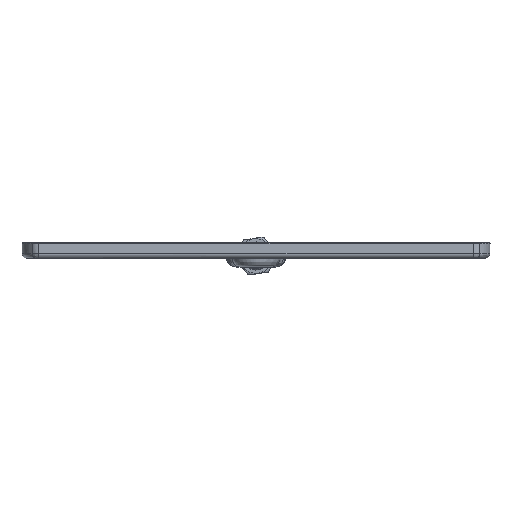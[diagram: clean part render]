
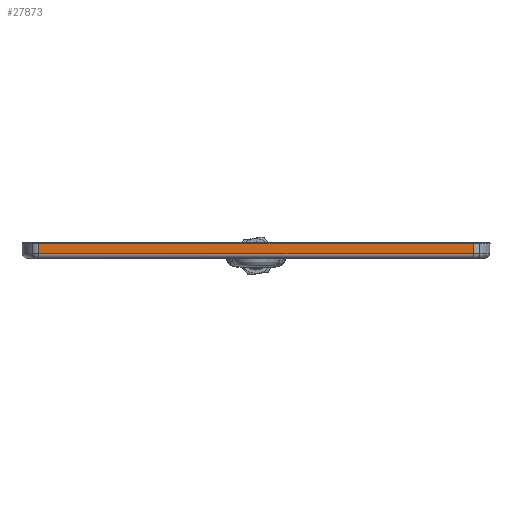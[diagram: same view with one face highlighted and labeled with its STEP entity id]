
A CAD part, left-side view. The second image highlights one B-rep face of the part: STEP entity #27873.
In plain terms, the highlighted planar face has unit normal (-1, 0, -0.018).
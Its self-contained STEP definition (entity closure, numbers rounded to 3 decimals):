
#1058 = VERTEX_POINT ( 'NONE', #31329 ) ;
#1314 = EDGE_CURVE ( 'NONE', #1058, #19432, #36872, .T. ) ;
#1338 = PLANE ( 'NONE',  #19688 ) ;
#2495 = CARTESIAN_POINT ( 'NONE',  ( -6.486, -49.2, -0.893 ) ) ;
#3119 = CARTESIAN_POINT ( 'NONE',  ( -6.501, -49.207, -0.081 ) ) ;
#4556 = EDGE_CURVE ( 'NONE', #5423, #36806, #32126, .T. ) ;
#4691 = ORIENTED_EDGE ( 'NONE', *, *, #33586, .F. ) ;
#5059 = CARTESIAN_POINT ( 'NONE',  ( -6.5, 0., -0.081 ) ) ;
#5068 = VECTOR ( 'NONE', #10052, 1000. ) ;
#5423 = VERTEX_POINT ( 'NONE', #11140 ) ;
#5721 = ORIENTED_EDGE ( 'NONE', *, *, #1314, .T. ) ;
#6762 = CARTESIAN_POINT ( 'NONE',  ( -6.458, 49.193, -2.517 ) ) ;
#7122 = ORIENTED_EDGE ( 'NONE', *, *, #14297, .T. ) ;
#7553 = ORIENTED_EDGE ( 'NONE', *, *, #4556, .T. ) ;
#7948 = DIRECTION ( 'NONE',  ( 0., -1., 0. ) ) ;
#8192 = LINE ( 'NONE', #6762, #5068 ) ;
#10052 = DIRECTION ( 'NONE',  ( 0., -1., 0. ) ) ;
#11140 = CARTESIAN_POINT ( 'NONE',  ( -6.501, 49.207, -0.081 ) ) ;
#13773 = CARTESIAN_POINT ( 'NONE',  ( -6.472, -49.194, -1.706 ) ) ;
#14297 = EDGE_CURVE ( 'NONE', #36806, #1058, #8192, .T. ) ;
#15610 = CARTESIAN_POINT ( 'NONE',  ( -6.486, 49.202, -0.893 ) ) ;
#18525 = CARTESIAN_POINT ( 'NONE',  ( -6.501, 49.207, -0.081 ) ) ;
#19432 = VERTEX_POINT ( 'NONE', #3119 ) ;
#19688 = AXIS2_PLACEMENT_3D ( 'NONE', #22352, #30763, #24778 ) ;
#21508 = CARTESIAN_POINT ( 'NONE',  ( -6.457, 49.193, -2.517 ) ) ;
#21609 = CARTESIAN_POINT ( 'NONE',  ( -6.472, 49.198, -1.705 ) ) ;
#22352 = CARTESIAN_POINT ( 'NONE',  ( -6.455, 49.707, -2.68 ) ) ;
#24673 = CARTESIAN_POINT ( 'NONE',  ( -6.457, 49.193, -2.517 ) ) ;
#24778 = DIRECTION ( 'NONE',  ( -0.017, 0., 1. ) ) ;
#27378 = EDGE_LOOP ( 'NONE', ( #4691, #7553, #7122, #5721 ) ) ;
#27873 = ADVANCED_FACE ( 'NONE', ( #32946 ), #1338, .T. ) ;
#28334 = CARTESIAN_POINT ( 'NONE',  ( -6.457, -49.188, -2.518 ) ) ;
#30763 = DIRECTION ( 'NONE',  ( -1., 0., -0.017 ) ) ;
#31329 = CARTESIAN_POINT ( 'NONE',  ( -6.457, -49.188, -2.518 ) ) ;
#31782 = CARTESIAN_POINT ( 'NONE',  ( -6.501, -49.207, -0.081 ) ) ;
#32126 = B_SPLINE_CURVE_WITH_KNOTS ( 'NONE', 3,
 ( #18525, #15610, #21609, #24673 ),
 .UNSPECIFIED., .F., .F.,
 ( 4, 4 ),
 ( 0., 1. ),
 .UNSPECIFIED. ) ;
#32832 = VECTOR ( 'NONE', #7948, 1000. ) ;
#32946 = FACE_OUTER_BOUND ( 'NONE', #27378, .T. ) ;
#33586 = EDGE_CURVE ( 'NONE', #5423, #19432, #35998, .T. ) ;
#35998 = LINE ( 'NONE', #5059, #32832 ) ;
#36806 = VERTEX_POINT ( 'NONE', #21508 ) ;
#36872 = B_SPLINE_CURVE_WITH_KNOTS ( 'NONE', 3,
 ( #28334, #13773, #2495, #31782 ),
 .UNSPECIFIED., .F., .F.,
 ( 4, 4 ),
 ( 0., 1. ),
 .UNSPECIFIED. ) ;
